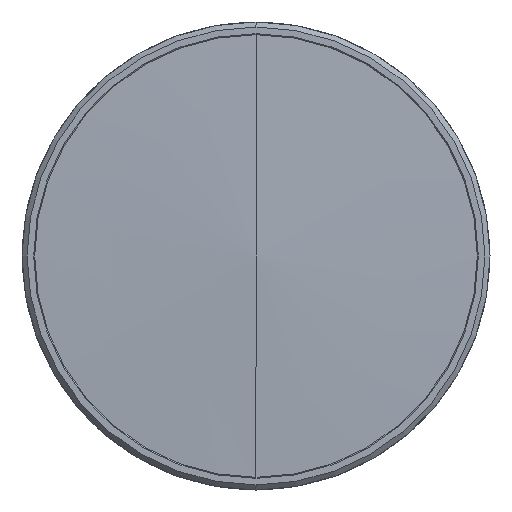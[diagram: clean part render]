
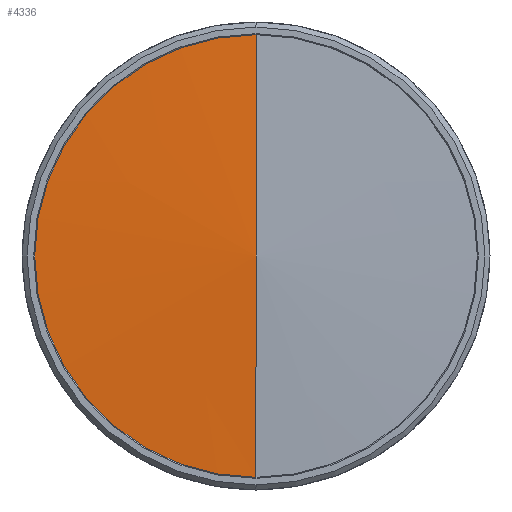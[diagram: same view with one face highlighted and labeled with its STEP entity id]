
A CAD part, left-side view. The second image highlights one B-rep face of the part: STEP entity #4336.
In plain terms, the highlighted conical face has half-angle 87.776 degrees and reference radius 25747.1 mm.
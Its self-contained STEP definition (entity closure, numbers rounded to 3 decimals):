
#34 = CARTESIAN_POINT ( 'NONE',  ( 4.224, 0., 108.75 ) ) ;
#320 = DIRECTION ( 'NONE',  ( 0.039, 0., -0.999 ) ) ;
#381 = VERTEX_POINT ( 'NONE', #5413 ) ;
#445 = VECTOR ( 'NONE', #3892, 1000. ) ;
#606 = CONICAL_SURFACE ( 'NONE', #5462, 25747.144, 1.532 ) ;
#672 = VERTEX_POINT ( 'NONE', #34 ) ;
#821 = ORIENTED_EDGE ( 'NONE', *, *, #1354, .F. ) ;
#878 = DIRECTION ( 'NONE',  ( 1., 0., 0. ) ) ;
#902 = CARTESIAN_POINT ( 'NONE',  ( 4.224, 0., 0. ) ) ;
#1285 = VERTEX_POINT ( 'NONE', #3067 ) ;
#1354 = EDGE_CURVE ( 'NONE', #1285, #672, #5536, .T. ) ;
#1421 = EDGE_CURVE ( 'NONE', #381, #1285, #1626, .T. ) ;
#1469 = DIRECTION ( 'NONE',  ( 0., 0., -1. ) ) ;
#1591 = ORIENTED_EDGE ( 'NONE', *, *, #2370, .T. ) ;
#1617 = DIRECTION ( 'NONE',  ( 0., 0., -1. ) ) ;
#1626 = LINE ( 'NONE', #5374, #3316 ) ;
#1934 = LINE ( 'NONE', #3401, #445 ) ;
#2089 = EDGE_LOOP ( 'NONE', ( #4186, #1591, #821 ) ) ;
#2370 = EDGE_CURVE ( 'NONE', #381, #672, #1934, .T. ) ;
#2750 = DIRECTION ( 'NONE',  ( 1., 0., 0. ) ) ;
#3067 = CARTESIAN_POINT ( 'NONE',  ( 4.224, 0., -108.75 ) ) ;
#3254 = FACE_OUTER_BOUND ( 'NONE', #2089, .T. ) ;
#3316 = VECTOR ( 'NONE', #320, 1000. ) ;
#3401 = CARTESIAN_POINT ( 'NONE',  ( 0., 0., 0. ) ) ;
#3761 = CARTESIAN_POINT ( 'NONE',  ( 1000., 0., 0. ) ) ;
#3892 = DIRECTION ( 'NONE',  ( 0.039, 0., 0.999 ) ) ;
#4186 = ORIENTED_EDGE ( 'NONE', *, *, #1421, .F. ) ;
#4336 = ADVANCED_FACE ( 'NONE', ( #3254 ), #606, .T. ) ;
#5374 = CARTESIAN_POINT ( 'NONE',  ( 0., 0., 0. ) ) ;
#5413 = CARTESIAN_POINT ( 'NONE',  ( 0., 0., 0. ) ) ;
#5462 = AXIS2_PLACEMENT_3D ( 'NONE', #3761, #878, #1469 ) ;
#5536 = CIRCLE ( 'NONE', #6052, 108.75 ) ;
#6052 = AXIS2_PLACEMENT_3D ( 'NONE', #902, #2750, #1617 ) ;
